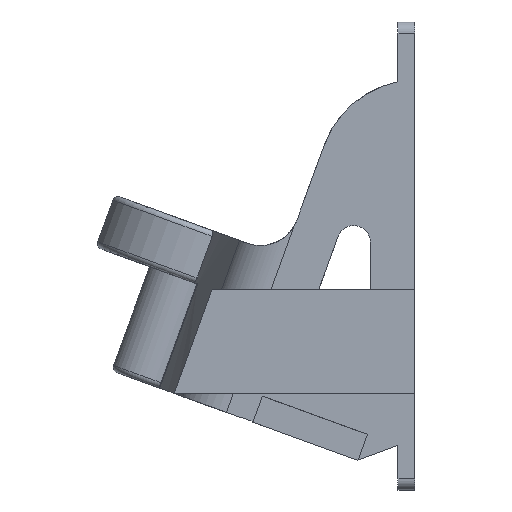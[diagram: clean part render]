
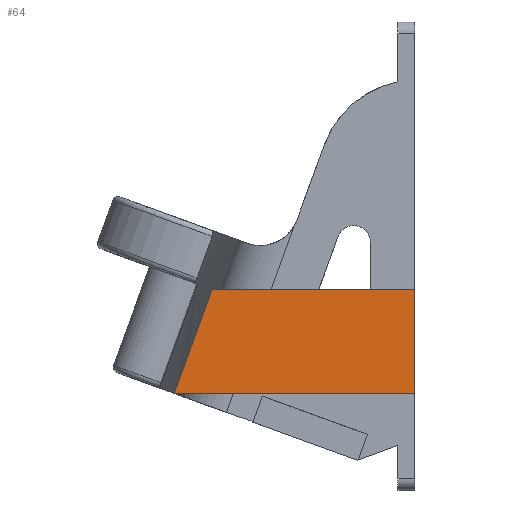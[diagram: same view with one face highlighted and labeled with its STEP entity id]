
A CAD part, left-side view. The second image highlights one B-rep face of the part: STEP entity #64.
In plain terms, the highlighted planar face has unit normal (-1, 0, 0).
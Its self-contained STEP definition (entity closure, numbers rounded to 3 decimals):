
#8 = VERTEX_POINT ( 'NONE', #374 ) ;
#39 = EDGE_CURVE ( 'NONE', #444, #8, #700, .T. ) ;
#53 = LINE ( 'NONE', #324, #595 ) ;
#64 = ADVANCED_FACE ( 'NONE', ( #2884 ), #1227, .T. ) ;
#72 = DIRECTION ( 'NONE',  ( 0., -0.342, 0.94 ) ) ;
#119 = VECTOR ( 'NONE', #449, 1000. ) ;
#157 = LINE ( 'NONE', #2354, #2625 ) ;
#164 = CARTESIAN_POINT ( 'NONE',  ( 0., 0., 18.794 ) ) ;
#324 = CARTESIAN_POINT ( 'NONE',  ( 0., 36.58, 18.794 ) ) ;
#374 = CARTESIAN_POINT ( 'NONE',  ( 0., 0., 18.794 ) ) ;
#444 = VERTEX_POINT ( 'NONE', #1957 ) ;
#449 = DIRECTION ( 'NONE',  ( 0., -1., 0. ) ) ;
#595 = VECTOR ( 'NONE', #72, 1000. ) ;
#598 = VERTEX_POINT ( 'NONE', #2792 ) ;
#664 = CARTESIAN_POINT ( 'NONE',  ( 0., 0., 0. ) ) ;
#687 = VECTOR ( 'NONE', #1104, 1000. ) ;
#700 = LINE ( 'NONE', #164, #119 ) ;
#802 = EDGE_CURVE ( 'NONE', #598, #1292, #1795, .T. ) ;
#1104 = DIRECTION ( 'NONE',  ( 0., 1., 0. ) ) ;
#1108 = ORIENTED_EDGE ( 'NONE', *, *, #802, .F. ) ;
#1227 = PLANE ( 'NONE',  #2117 ) ;
#1275 = DIRECTION ( 'NONE',  ( -1., 0., 0. ) ) ;
#1283 = EDGE_CURVE ( 'NONE', #1292, #444, #53, .T. ) ;
#1292 = VERTEX_POINT ( 'NONE', #1979 ) ;
#1539 = DIRECTION ( 'NONE',  ( 0., 0., 1. ) ) ;
#1704 = ORIENTED_EDGE ( 'NONE', *, *, #2656, .F. ) ;
#1795 = LINE ( 'NONE', #2889, #687 ) ;
#1957 = CARTESIAN_POINT ( 'NONE',  ( 0., 36.58, 18.794 ) ) ;
#1979 = CARTESIAN_POINT ( 'NONE',  ( 0., 43.42, 0. ) ) ;
#2117 = AXIS2_PLACEMENT_3D ( 'NONE', #664, #1275, #1539 ) ;
#2354 = CARTESIAN_POINT ( 'NONE',  ( 0., 0., 0. ) ) ;
#2625 = VECTOR ( 'NONE', #3425, 1000. ) ;
#2656 = EDGE_CURVE ( 'NONE', #8, #598, #157, .T. ) ;
#2792 = CARTESIAN_POINT ( 'NONE',  ( 0., 0., 0. ) ) ;
#2798 = ORIENTED_EDGE ( 'NONE', *, *, #1283, .F. ) ;
#2884 = FACE_OUTER_BOUND ( 'NONE', #3491, .T. ) ;
#2889 = CARTESIAN_POINT ( 'NONE',  ( 0., 0., 0. ) ) ;
#3001 = ORIENTED_EDGE ( 'NONE', *, *, #39, .F. ) ;
#3425 = DIRECTION ( 'NONE',  ( 0., 0., -1. ) ) ;
#3491 = EDGE_LOOP ( 'NONE', ( #1704, #3001, #2798, #1108 ) ) ;
